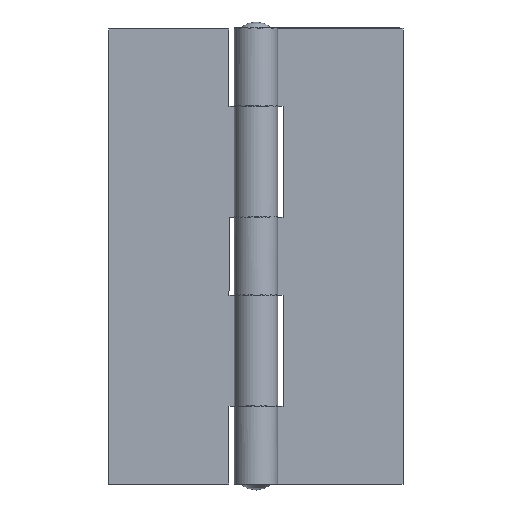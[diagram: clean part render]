
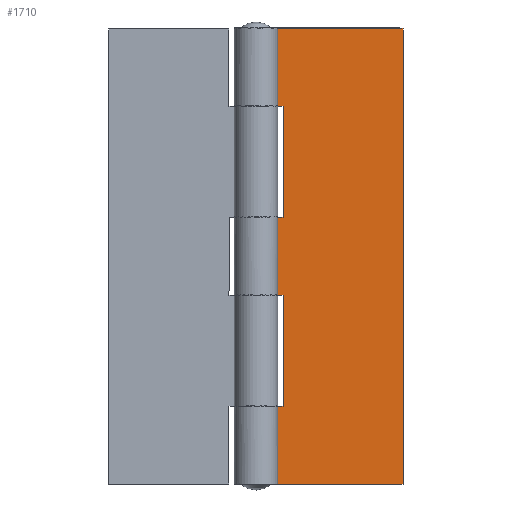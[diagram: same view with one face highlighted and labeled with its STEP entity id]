
A CAD part, front view. The second image highlights one B-rep face of the part: STEP entity #1710.
In plain terms, the highlighted free-form (B-spline) face has degree [1, 1] with [2, 2] control points.
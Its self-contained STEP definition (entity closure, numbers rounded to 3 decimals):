
#991=CARTESIAN_POINT('',(1.962,0.75,44.5));
#992=VERTEX_POINT('',#991);
#993=CARTESIAN_POINT('',(1.962,0.75,31.5));
#994=VERTEX_POINT('',#993);
#995=CARTESIAN_POINT('',(1.962,0.75,44.5));
#996=CARTESIAN_POINT('',(1.962,0.75,31.5));
#997=QUASI_UNIFORM_CURVE('',1,(#995,#996),.UNSPECIFIED.,.F.,.U.);
#998=EDGE_CURVE('',#992,#994,#997,.T.);
#1082=CARTESIAN_POINT('',(4.5,0.75,44.5));
#1083=VERTEX_POINT('',#1082);
#1084=CARTESIAN_POINT('',(1.962,0.75,44.5));
#1085=CARTESIAN_POINT('',(4.5,0.75,44.5));
#1086=QUASI_UNIFORM_CURVE('',1,(#1084,#1085),.UNSPECIFIED.,.F.,.U.);
#1087=EDGE_CURVE('',#992,#1083,#1086,.T.);
#1110=CARTESIAN_POINT('',(4.5,0.75,63.0));
#1111=VERTEX_POINT('',#1110);
#1112=CARTESIAN_POINT('',(4.5,0.75,44.5));
#1113=CARTESIAN_POINT('',(4.5,0.75,63.0));
#1114=QUASI_UNIFORM_CURVE('',1,(#1112,#1113),.UNSPECIFIED.,.F.,.U.);
#1115=EDGE_CURVE('',#1083,#1111,#1114,.T.);
#1138=CARTESIAN_POINT('',(1.962,0.75,63.0));
#1139=VERTEX_POINT('',#1138);
#1140=CARTESIAN_POINT('',(4.5,0.75,63.0));
#1141=CARTESIAN_POINT('',(1.962,0.75,63.0));
#1142=QUASI_UNIFORM_CURVE('',1,(#1140,#1141),.UNSPECIFIED.,.F.,.U.);
#1143=EDGE_CURVE('',#1111,#1139,#1142,.T.);
#1284=CARTESIAN_POINT('',(1.962,0.75,13.0));
#1285=VERTEX_POINT('',#1284);
#1317=CARTESIAN_POINT('',(4.5,0.75,13.0));
#1318=VERTEX_POINT('',#1317);
#1319=CARTESIAN_POINT('',(1.962,0.75,13.0));
#1320=CARTESIAN_POINT('',(4.5,0.75,13.0));
#1321=QUASI_UNIFORM_CURVE('',1,(#1319,#1320),.UNSPECIFIED.,.F.,.U.);
#1322=EDGE_CURVE('',#1285,#1318,#1321,.T.);
#1345=CARTESIAN_POINT('',(4.5,0.75,31.5));
#1346=VERTEX_POINT('',#1345);
#1347=CARTESIAN_POINT('',(4.5,0.75,13.0));
#1348=CARTESIAN_POINT('',(4.5,0.75,31.5));
#1349=QUASI_UNIFORM_CURVE('',1,(#1347,#1348),.UNSPECIFIED.,.F.,.U.);
#1350=EDGE_CURVE('',#1318,#1346,#1349,.T.);
#1371=CARTESIAN_POINT('',(4.5,0.75,31.5));
#1372=CARTESIAN_POINT('',(1.962,0.75,31.5));
#1373=QUASI_UNIFORM_CURVE('',1,(#1371,#1372),.UNSPECIFIED.,.F.,.U.);
#1374=EDGE_CURVE('',#1346,#994,#1373,.T.);
#1396=CARTESIAN_POINT('',(24.5,0.75,0.0));
#1397=VERTEX_POINT('',#1396);
#1403=CARTESIAN_POINT('',(1.962,0.75,0.0));
#1404=VERTEX_POINT('',#1403);
#1405=CARTESIAN_POINT('',(24.5,0.75,0.0));
#1406=CARTESIAN_POINT('',(1.962,0.75,0.0));
#1407=QUASI_UNIFORM_CURVE('',1,(#1405,#1406),.UNSPECIFIED.,.F.,.U.);
#1408=EDGE_CURVE('',#1397,#1404,#1407,.T.);
#1540=CARTESIAN_POINT('',(1.962,0.75,76.0));
#1541=VERTEX_POINT('',#1540);
#1574=CARTESIAN_POINT('',(24.5,0.75,76.0));
#1575=VERTEX_POINT('',#1574);
#1576=CARTESIAN_POINT('',(24.5,0.75,76.0));
#1577=CARTESIAN_POINT('',(1.962,0.75,76.0));
#1578=QUASI_UNIFORM_CURVE('',1,(#1576,#1577),.UNSPECIFIED.,.F.,.U.);
#1579=EDGE_CURVE('',#1575,#1541,#1578,.T.);
#1672=CARTESIAN_POINT('',(1.962,0.75,13.0));
#1673=CARTESIAN_POINT('',(1.962,0.75,0.0));
#1674=QUASI_UNIFORM_CURVE('',1,(#1672,#1673),.UNSPECIFIED.,.F.,.U.);
#1675=EDGE_CURVE('',#1285,#1404,#1674,.T.);
#1683=CARTESIAN_POINT('',(0.836,0.75,-3.796));
#1684=CARTESIAN_POINT('',(25.626,0.75,-3.796));
#1685=CARTESIAN_POINT('',(0.836,0.75,79.796));
#1686=CARTESIAN_POINT('',(25.626,0.75,79.796));
#1687=B_SPLINE_SURFACE_WITH_KNOTS('',1,1,((#1683,#1685),(#1684,#1686)),.UNSPECIFIED.,.F.,.F.,.U.,(2,2),(2,2),(0.0,24.79),(0.0,83.592),.UNSPECIFIED.);
#1688=ORIENTED_EDGE('',*,*,#1143,.F.);
#1689=ORIENTED_EDGE('',*,*,#1115,.F.);
#1690=ORIENTED_EDGE('',*,*,#1087,.F.);
#1691=ORIENTED_EDGE('',*,*,#998,.T.);
#1692=ORIENTED_EDGE('',*,*,#1374,.F.);
#1693=ORIENTED_EDGE('',*,*,#1350,.F.);
#1694=ORIENTED_EDGE('',*,*,#1322,.F.);
#1695=ORIENTED_EDGE('',*,*,#1675,.T.);
#1696=ORIENTED_EDGE('',*,*,#1408,.F.);
#1697=CARTESIAN_POINT('',(24.5,0.75,76.0));
#1698=CARTESIAN_POINT('',(24.5,0.75,0.0));
#1699=QUASI_UNIFORM_CURVE('',1,(#1697,#1698),.UNSPECIFIED.,.F.,.U.);
#1700=EDGE_CURVE('',#1575,#1397,#1699,.T.);
#1701=ORIENTED_EDGE('',*,*,#1700,.F.);
#1702=ORIENTED_EDGE('',*,*,#1579,.T.);
#1703=CARTESIAN_POINT('',(1.962,0.75,76.0));
#1704=CARTESIAN_POINT('',(1.962,0.75,63.0));
#1705=QUASI_UNIFORM_CURVE('',1,(#1703,#1704),.UNSPECIFIED.,.F.,.U.);
#1706=EDGE_CURVE('',#1541,#1139,#1705,.T.);
#1707=ORIENTED_EDGE('',*,*,#1706,.T.);
#1708=EDGE_LOOP('',(#1688,#1689,#1690,#1691,#1692,#1693,#1694,#1695,#1696,#1701,#1702,#1707));
#1709=FACE_OUTER_BOUND('',#1708,.T.);
#1710=ADVANCED_FACE('',(#1709),#1687,.T.);
